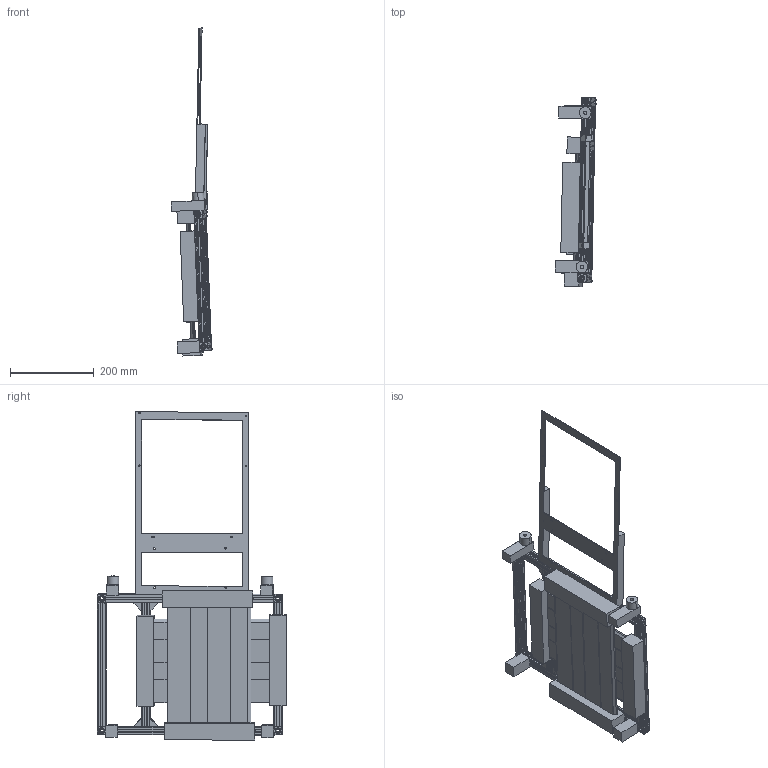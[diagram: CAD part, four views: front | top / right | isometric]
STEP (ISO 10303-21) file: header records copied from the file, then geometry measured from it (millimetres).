
FILE_DESCRIPTION(('CATIA V5 STEP'),'2;1');
FILE_NAME('STP PSD.stp','2023-06-30T09:03:51+00:00',('none'),('none'),'CATIA Version 5 Release 21 GA (IN-10)','CATIA V5 STEP AP214','none');
FILE_SCHEMA(('AUTOMOTIVE_DESIGN { 1 0 10303 214 1 1 1 1 }'));
Length unit declared in the file: millimetre
Products named in the file (22): Progetto Banco PSD; Struttura PSD; Struttura doppio alloggio2.0; Layer BARRE+ WRAP2.0; Barra+Wrap2.0; Barra2.0; Wrap (mio)2.0; Supporto Barre (sym)2.0; Supporto Barre2.0; Supporto Barre ; Supporto Barre new; Profilato mio; Profilato orizzontale; 2021_12_08_15_16_49_0170; 2021_12_08_15_16_49_0170.1; 2021_12_08_15_16_49_0170.1.2; 2021_12_08_15_16_49_0170.1.2.3; 3842523508_14011694; Supporto Puntatore; Supporto Puntatore Down; Product6; Blocco Piastra PCB2.0
Assembly tree (33 placements, depth 6):
  Progetto Banco PSD
    Struttura PSD
      Struttura doppio alloggio2.0
        Layer BARRE+ WRAP2.0  x2
          Barra+Wrap2.0
            Barra2.0
            Wrap (mio)2.0
        Supporto Barre (sym)2.0
        Supporto Barre2.0
        Supporto Barre 
        Supporto Barre new
      Profilato mio  x3
      Profilato orizzontale  x2
      2021_12_08_15_16_49_0170
      2021_12_08_15_16_49_0170.1
      2021_12_08_15_16_49_0170.1.2
      2021_12_08_15_16_49_0170.1.2.3
      3842523508_14011694  x4
      Supporto Puntatore  x2
      Supporto Puntatore Down  x2
    Product6
      Blocco Piastra PCB2.0
Bounding box: 98.62 x 450.86 x 782.62 mm (x, y, z)
Volume: 2836105.2 mm3; surface area: 1433201.4 mm2
Topology: 38 solids, 38 shells, 1208 faces, 3278 edges, 2167 vertices
Faces by surface type: plane 994, cylinder 158, cone 48, bspline 8
Entity records: 27316 total; most frequent: CARTESIAN_POINT 6029, ORIENTED_EDGE 4054, DIRECTION 3289, EDGE_CURVE 2027, VECTOR 1680, LINE 1680, VERTEX_POINT 1327, AXIS2_PLACEMENT_3D 895
